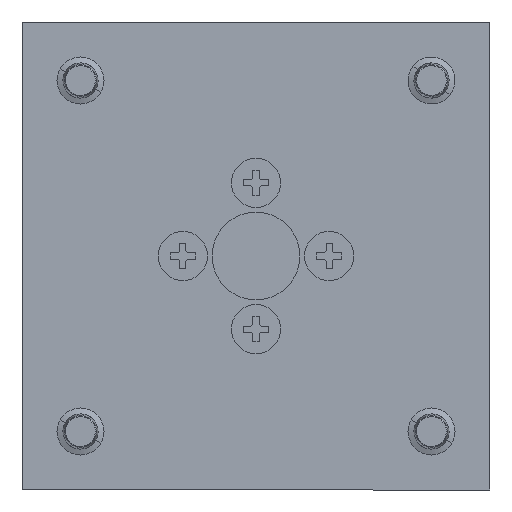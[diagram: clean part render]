
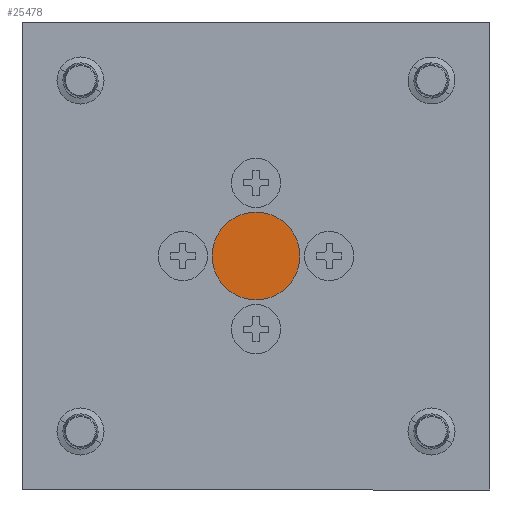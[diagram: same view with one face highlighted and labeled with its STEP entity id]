
A CAD part, front view. The second image highlights one B-rep face of the part: STEP entity #25478.
In plain terms, the highlighted planar face has unit normal (0, -1, 0).
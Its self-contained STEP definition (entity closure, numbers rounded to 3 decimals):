
#334 = DIRECTION ( 'NONE',  ( -1., 0., 0. ) ) ;
#1553 = CARTESIAN_POINT ( 'NONE',  ( 35., 195.5, 17.5 ) ) ;
#2633 = EDGE_CURVE ( 'NONE', #48466, #8193, #25943, .T. ) ;
#3783 = EDGE_CURVE ( 'NONE', #57146, #30128, #4809, .T. ) ;
#3895 = CARTESIAN_POINT ( 'NONE',  ( 35., 195.5, -17.5 ) ) ;
#4809 = LINE ( 'NONE', #23475, #5589 ) ;
#4923 = CARTESIAN_POINT ( 'NONE',  ( -35., 195.5, 17.5 ) ) ;
#5589 = VECTOR ( 'NONE', #18885, 1000. ) ;
#6040 = ORIENTED_EDGE ( 'NONE', *, *, #2633, .T. ) ;
#8193 = VERTEX_POINT ( 'NONE', #1553 ) ;
#11413 = DIRECTION ( 'NONE',  ( -1., 0., 0. ) ) ;
#13762 = LINE ( 'NONE', #4923, #15239 ) ;
#14328 = ORIENTED_EDGE ( 'NONE', *, *, #16763, .T. ) ;
#14335 = DIRECTION ( 'NONE',  ( 0., 0., 1. ) ) ;
#15239 = VECTOR ( 'NONE', #334, 1000. ) ;
#16763 = EDGE_CURVE ( 'NONE', #8193, #30128, #13762, .T. ) ;
#18885 = DIRECTION ( 'NONE',  ( 0., 0., 1. ) ) ;
#18952 = CARTESIAN_POINT ( 'NONE',  ( -35., 195.5, -17.5 ) ) ;
#21176 = VECTOR ( 'NONE', #50266, 1000. ) ;
#21651 = CARTESIAN_POINT ( 'NONE',  ( 35., 195.5, -17.5 ) ) ;
#22771 = CARTESIAN_POINT ( 'NONE',  ( -35., 195.5, 17.5 ) ) ;
#23475 = CARTESIAN_POINT ( 'NONE',  ( -35., 195.5, -17.5 ) ) ;
#23536 = FACE_OUTER_BOUND ( 'NONE', #36618, .T. ) ;
#25478 = ADVANCED_FACE ( 'NONE', ( #23536 ), #42128, .F. ) ;
#25943 = LINE ( 'NONE', #21651, #21176 ) ;
#28608 = ORIENTED_EDGE ( 'NONE', *, *, #3783, .F. ) ;
#30128 = VERTEX_POINT ( 'NONE', #22771 ) ;
#31665 = EDGE_CURVE ( 'NONE', #48466, #57146, #34659, .T. ) ;
#34659 = LINE ( 'NONE', #48063, #49350 ) ;
#36165 = ORIENTED_EDGE ( 'NONE', *, *, #31665, .F. ) ;
#36618 = EDGE_LOOP ( 'NONE', ( #14328, #28608, #36165, #6040 ) ) ;
#42128 = PLANE ( 'NONE',  #55984 ) ;
#46773 = CARTESIAN_POINT ( 'NONE',  ( -35., 195.5, -17.5 ) ) ;
#48063 = CARTESIAN_POINT ( 'NONE',  ( -35., 195.5, -17.5 ) ) ;
#48466 = VERTEX_POINT ( 'NONE', #3895 ) ;
#49350 = VECTOR ( 'NONE', #11413, 1000. ) ;
#50266 = DIRECTION ( 'NONE',  ( 0., 0., 1. ) ) ;
#55984 = AXIS2_PLACEMENT_3D ( 'NONE', #18952, #56137, #14335 ) ;
#56137 = DIRECTION ( 'NONE',  ( 0., 1., 0. ) ) ;
#57146 = VERTEX_POINT ( 'NONE', #46773 ) ;
